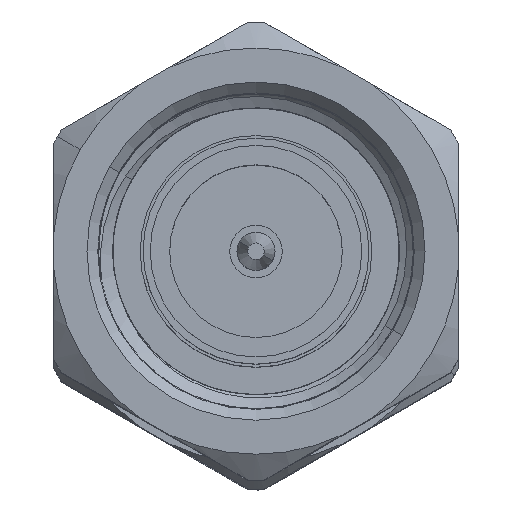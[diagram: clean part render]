
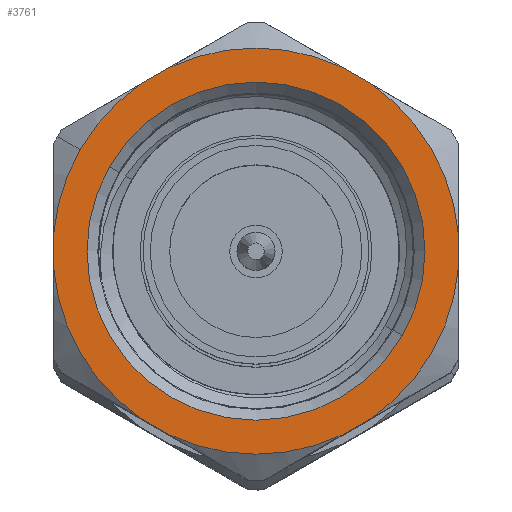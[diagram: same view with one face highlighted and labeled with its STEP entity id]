
A CAD part, top view. The second image highlights one B-rep face of the part: STEP entity #3761.
In plain terms, the highlighted face is planar.
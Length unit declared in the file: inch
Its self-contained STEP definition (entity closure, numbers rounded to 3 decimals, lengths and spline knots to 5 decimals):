
#160 = VECTOR ( 'NONE', #3025, 39.37008 ) ;
#220 = DIRECTION ( 'NONE',  ( 0., 1., 0. ) ) ;
#251 = CARTESIAN_POINT ( 'NONE',  ( -1.2, -0.89344, 0. ) ) ;
#290 = DIRECTION ( 'NONE',  ( 0., 1., 0. ) ) ;
#335 = VECTOR ( 'NONE', #3240, 39.37008 ) ;
#343 = EDGE_CURVE ( 'NONE', #5009, #2214, #5027, .T. ) ;
#369 = CARTESIAN_POINT ( 'NONE',  ( -1.45566, -0.89344, 0.11969 ) ) ;
#401 = CARTESIAN_POINT ( 'NONE',  ( -0.96852, -0.89344, -0.16156 ) ) ;
#477 = CARTESIAN_POINT ( 'NONE',  ( -0.965, -0.89344, 0. ) ) ;
#515 = CARTESIAN_POINT ( 'NONE',  ( -1.45566, -0.89344, -0.11969 ) ) ;
#572 = AXIS2_PLACEMENT_3D ( 'NONE', #2079, #3639, #2871 ) ;
#580 = PLANE ( 'NONE',  #3450 ) ;
#582 = CARTESIAN_POINT ( 'NONE',  ( -1.48229, -0.89344, 0. ) ) ;
#635 = CIRCLE ( 'NONE', #1880, 0.28229 ) ;
#656 = CARTESIAN_POINT ( 'NONE',  ( -1.2, -0.89344, 0. ) ) ;
#664 = DIRECTION ( 'NONE',  ( -1., 0., 0. ) ) ;
#679 = DIRECTION ( 'NONE',  ( -0.5, 0., -0.866 ) ) ;
#740 = CARTESIAN_POINT ( 'NONE',  ( -1.2, -0.89344, 0. ) ) ;
#860 = EDGE_CURVE ( 'NONE', #1194, #2548, #1841, .T. ) ;
#871 = ORIENTED_EDGE ( 'NONE', *, *, #4495, .T. ) ;
#876 = EDGE_CURVE ( 'NONE', #1551, #3762, #1032, .T. ) ;
#931 = ORIENTED_EDGE ( 'NONE', *, *, #3449, .T. ) ;
#982 = ORIENTED_EDGE ( 'NONE', *, *, #860, .F. ) ;
#1003 = DIRECTION ( 'NONE',  ( -1., 0., 0. ) ) ;
#1028 = LINE ( 'NONE', #3536, #3789 ) ;
#1032 = CIRCLE ( 'NONE', #4506, 0.28229 ) ;
#1086 = FACE_OUTER_BOUND ( 'NONE', #2506, .T. ) ;
#1095 = DIRECTION ( 'NONE',  ( 0.5, 0., 0.866 ) ) ;
#1113 = CARTESIAN_POINT ( 'NONE',  ( -1.2, -0.89344, 0. ) ) ;
#1129 = ORIENTED_EDGE ( 'NONE', *, *, #3669, .T. ) ;
#1173 = DIRECTION ( 'NONE',  ( -1., 0., 0. ) ) ;
#1194 = VERTEX_POINT ( 'NONE', #4755 ) ;
#1266 = CARTESIAN_POINT ( 'NONE',  ( -0.87524, -0.89344, 0. ) ) ;
#1274 = LINE ( 'NONE', #4086, #1333 ) ;
#1333 = VECTOR ( 'NONE', #1766, 39.37008 ) ;
#1351 = VERTEX_POINT ( 'NONE', #4469 ) ;
#1370 = VERTEX_POINT ( 'NONE', #582 ) ;
#1397 = VECTOR ( 'NONE', #679, 39.37008 ) ;
#1440 = ORIENTED_EDGE ( 'NONE', *, *, #3010, .F. ) ;
#1454 = CARTESIAN_POINT ( 'NONE',  ( -1.17583, -0.89344, -0.28125 ) ) ;
#1457 = FACE_BOUND ( 'NONE', #4190, .T. ) ;
#1499 = EDGE_CURVE ( 'NONE', #2444, #1370, #3740, .T. ) ;
#1505 = VERTEX_POINT ( 'NONE', #1454 ) ;
#1515 = DIRECTION ( 'NONE',  ( -1., 0., 0. ) ) ;
#1551 = VERTEX_POINT ( 'NONE', #2317 ) ;
#1614 = DIRECTION ( 'NONE',  ( 1., 0., 0. ) ) ;
#1620 = DIRECTION ( 'NONE',  ( -1., 0., 0. ) ) ;
#1643 = CARTESIAN_POINT ( 'NONE',  ( -1.43148, -0.89344, -0.16156 ) ) ;
#1713 = EDGE_CURVE ( 'NONE', #3154, #1351, #3260, .T. ) ;
#1765 = LINE ( 'NONE', #1266, #335 ) ;
#1766 = DIRECTION ( 'NONE',  ( -1., 0., 0. ) ) ;
#1770 = EDGE_CURVE ( 'NONE', #5044, #1505, #1028, .T. ) ;
#1772 = CIRCLE ( 'NONE', #4856, 0.235 ) ;
#1788 = DIRECTION ( 'NONE',  ( -1., 0., 0. ) ) ;
#1839 = AXIS2_PLACEMENT_3D ( 'NONE', #4208, #220, #1003 ) ;
#1841 = CIRCLE ( 'NONE', #3968, 0.28229 ) ;
#1867 = CARTESIAN_POINT ( 'NONE',  ( -1.2, -0.89344, 0. ) ) ;
#1880 = AXIS2_PLACEMENT_3D ( 'NONE', #251, #290, #664 ) ;
#1922 = ORIENTED_EDGE ( 'NONE', *, *, #876, .F. ) ;
#1937 = ORIENTED_EDGE ( 'NONE', *, *, #4387, .T. ) ;
#2009 = VECTOR ( 'NONE', #1095, 39.37008 ) ;
#2029 = CIRCLE ( 'NONE', #3904, 0.28229 ) ;
#2079 = CARTESIAN_POINT ( 'NONE',  ( -1.2, -0.89344, 0. ) ) ;
#2197 = EDGE_CURVE ( 'NONE', #1370, #2349, #2029, .T. ) ;
#2214 = VERTEX_POINT ( 'NONE', #3310 ) ;
#2244 = ORIENTED_EDGE ( 'NONE', *, *, #2197, .F. ) ;
#2252 = LINE ( 'NONE', #4954, #160 ) ;
#2253 = DIRECTION ( 'NONE',  ( 0., 1., 0. ) ) ;
#2317 = CARTESIAN_POINT ( 'NONE',  ( -1.17583, -0.89344, 0.28125 ) ) ;
#2349 = VERTEX_POINT ( 'NONE', #369 ) ;
#2444 = VERTEX_POINT ( 'NONE', #515 ) ;
#2455 = LINE ( 'NONE', #4963, #1397 ) ;
#2473 = ORIENTED_EDGE ( 'NONE', *, *, #2520, .T. ) ;
#2506 = EDGE_LOOP ( 'NONE', ( #931, #3342, #2473, #2244, #3574, #4792, #1440, #5053, #4207, #1937, #982, #871, #1922 ) ) ;
#2520 = EDGE_CURVE ( 'NONE', #3154, #2349, #2455, .T. ) ;
#2548 = VERTEX_POINT ( 'NONE', #3792 ) ;
#2760 = VERTEX_POINT ( 'NONE', #1643 ) ;
#2793 = DIRECTION ( 'NONE',  ( 0., 1., 0. ) ) ;
#2817 = AXIS2_PLACEMENT_3D ( 'NONE', #1867, #2253, #3777 ) ;
#2871 = DIRECTION ( 'NONE',  ( -1., 0., 0. ) ) ;
#2893 = DIRECTION ( 'NONE',  ( 0., 1., 0. ) ) ;
#2975 = CARTESIAN_POINT ( 'NONE',  ( -1.43148, -0.89344, 0.16156 ) ) ;
#3010 = EDGE_CURVE ( 'NONE', #5044, #2760, #4163, .T. ) ;
#3025 = DIRECTION ( 'NONE',  ( 0.5, 0., -0.866 ) ) ;
#3154 = VERTEX_POINT ( 'NONE', #2975 ) ;
#3240 = DIRECTION ( 'NONE',  ( -0.5, 0., 0.866 ) ) ;
#3260 = CIRCLE ( 'NONE', #3770, 0.28229 ) ;
#3310 = CARTESIAN_POINT ( 'NONE',  ( -1.435, -0.89344, 0. ) ) ;
#3342 = ORIENTED_EDGE ( 'NONE', *, *, #1713, .F. ) ;
#3413 = LINE ( 'NONE', #4103, #2009 ) ;
#3449 = EDGE_CURVE ( 'NONE', #1551, #1351, #1274, .T. ) ;
#3450 = AXIS2_PLACEMENT_3D ( 'NONE', #656, #4607, #1620 ) ;
#3536 = CARTESIAN_POINT ( 'NONE',  ( -1.36238, -0.89344, -0.28125 ) ) ;
#3574 = ORIENTED_EDGE ( 'NONE', *, *, #1499, .F. ) ;
#3639 = DIRECTION ( 'NONE',  ( 0., 1., 0. ) ) ;
#3669 = EDGE_CURVE ( 'NONE', #2214, #5009, #1772, .T. ) ;
#3739 = CARTESIAN_POINT ( 'NONE',  ( -1.2, -0.89344, 0. ) ) ;
#3740 = CIRCLE ( 'NONE', #1839, 0.28229 ) ;
#3761 = ADVANCED_FACE ( 'NONE', ( #1086, #1457 ), #580, .F. ) ;
#3762 = VERTEX_POINT ( 'NONE', #5031 ) ;
#3770 = AXIS2_PLACEMENT_3D ( 'NONE', #740, #2793, #4715 ) ;
#3777 = DIRECTION ( 'NONE',  ( -1., 0., 0. ) ) ;
#3789 = VECTOR ( 'NONE', #1614, 39.37008 ) ;
#3792 = CARTESIAN_POINT ( 'NONE',  ( -0.94434, -0.89344, -0.11969 ) ) ;
#3891 = EDGE_CURVE ( 'NONE', #4460, #1505, #635, .T. ) ;
#3904 = AXIS2_PLACEMENT_3D ( 'NONE', #4471, #2893, #4850 ) ;
#3909 = EDGE_CURVE ( 'NONE', #2444, #2760, #2252, .T. ) ;
#3968 = AXIS2_PLACEMENT_3D ( 'NONE', #3739, #4967, #1788 ) ;
#4086 = CARTESIAN_POINT ( 'NONE',  ( -1.03762, -0.89344, 0.28125 ) ) ;
#4103 = CARTESIAN_POINT ( 'NONE',  ( -1.03762, -0.89344, -0.28125 ) ) ;
#4112 = CARTESIAN_POINT ( 'NONE',  ( -1.22417, -0.89344, -0.28125 ) ) ;
#4163 = CIRCLE ( 'NONE', #572, 0.28229 ) ;
#4190 = EDGE_LOOP ( 'NONE', ( #4632, #1129 ) ) ;
#4207 = ORIENTED_EDGE ( 'NONE', *, *, #3891, .F. ) ;
#4208 = CARTESIAN_POINT ( 'NONE',  ( -1.2, -0.89344, 0. ) ) ;
#4214 = DIRECTION ( 'NONE',  ( 0., 1., 0. ) ) ;
#4250 = DIRECTION ( 'NONE',  ( 0., 1., 0. ) ) ;
#4387 = EDGE_CURVE ( 'NONE', #4460, #2548, #3413, .T. ) ;
#4460 = VERTEX_POINT ( 'NONE', #401 ) ;
#4469 = CARTESIAN_POINT ( 'NONE',  ( -1.22417, -0.89344, 0.28125 ) ) ;
#4471 = CARTESIAN_POINT ( 'NONE',  ( -1.2, -0.89344, 0. ) ) ;
#4495 = EDGE_CURVE ( 'NONE', #1194, #3762, #1765, .T. ) ;
#4506 = AXIS2_PLACEMENT_3D ( 'NONE', #4716, #4250, #1173 ) ;
#4607 = DIRECTION ( 'NONE',  ( 0., 1., 0. ) ) ;
#4632 = ORIENTED_EDGE ( 'NONE', *, *, #343, .T. ) ;
#4715 = DIRECTION ( 'NONE',  ( -1., 0., 0. ) ) ;
#4716 = CARTESIAN_POINT ( 'NONE',  ( -1.2, -0.89344, 0. ) ) ;
#4755 = CARTESIAN_POINT ( 'NONE',  ( -0.94434, -0.89344, 0.11969 ) ) ;
#4792 = ORIENTED_EDGE ( 'NONE', *, *, #3909, .T. ) ;
#4850 = DIRECTION ( 'NONE',  ( -1., 0., 0. ) ) ;
#4856 = AXIS2_PLACEMENT_3D ( 'NONE', #1113, #4214, #1515 ) ;
#4954 = CARTESIAN_POINT ( 'NONE',  ( -1.52476, -0.89344, 0. ) ) ;
#4963 = CARTESIAN_POINT ( 'NONE',  ( -1.36238, -0.89344, 0.28125 ) ) ;
#4967 = DIRECTION ( 'NONE',  ( 0., 1., 0. ) ) ;
#5009 = VERTEX_POINT ( 'NONE', #477 ) ;
#5027 = CIRCLE ( 'NONE', #2817, 0.235 ) ;
#5031 = CARTESIAN_POINT ( 'NONE',  ( -0.96852, -0.89344, 0.16156 ) ) ;
#5044 = VERTEX_POINT ( 'NONE', #4112 ) ;
#5053 = ORIENTED_EDGE ( 'NONE', *, *, #1770, .T. ) ;
